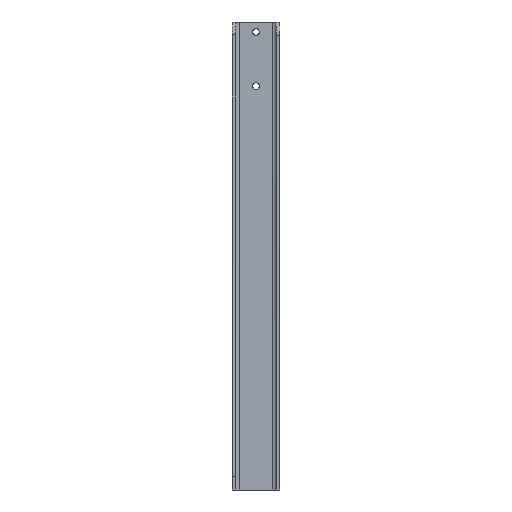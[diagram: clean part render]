
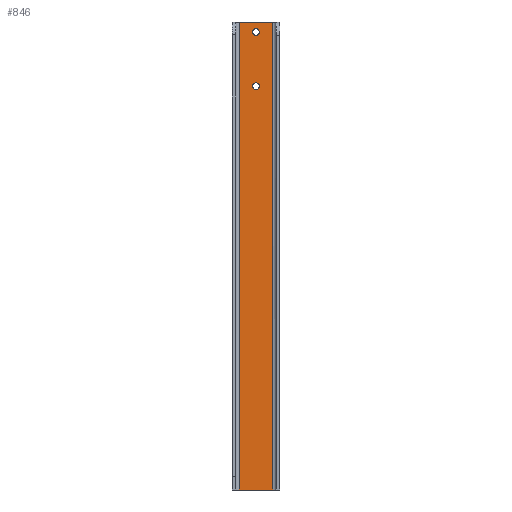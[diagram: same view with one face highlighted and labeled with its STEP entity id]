
A CAD part, front view. The second image highlights one B-rep face of the part: STEP entity #846.
In plain terms, the highlighted free-form (B-spline) face has degree [1, 1] with [2, 2] control points.
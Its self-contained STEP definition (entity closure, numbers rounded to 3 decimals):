
#9 = ORIENTED_EDGE ( 'NONE', *, *, #680, .T. ) ;
#24 = CARTESIAN_POINT ( 'NONE',  ( 30., -5., 679.929 ) ) ;
#38 = CARTESIAN_POINT ( 'NONE',  ( 37.52, -5., 601.368 ) ) ;
#43 = CARTESIAN_POINT ( 'NONE',  ( 35.657, -5., 592. ) ) ;
#46 = CARTESIAN_POINT ( 'NONE',  ( 40., -5., 597. ) ) ;
#52 = CARTESIAN_POINT ( 'NONE',  ( 34.343, -5., 602. ) ) ;
#55 = FACE_BOUND ( 'NONE', #219, .T. ) ;
#60 = CARTESIAN_POINT ( 'NONE',  ( 31.929, -5., 593. ) ) ;
#70 = B_SPLINE_CURVE_WITH_KNOTS ( 'NONE', 1,
 ( #842, #180 ),
 .UNSPECIFIED., .F., .F.,
 ( 2, 2 ),
 ( 0., 1. ),
 .UNSPECIFIED. ) ;
#75 = CARTESIAN_POINT ( 'NONE',  ( 30., -5., 597. ) ) ;
#77 = ORIENTED_EDGE ( 'NONE', *, *, #113, .T. ) ;
#90 = CARTESIAN_POINT ( 'NONE',  ( 10., -5., 0. ) ) ;
#113 = EDGE_CURVE ( 'NONE', #676, #458, #281, .T. ) ;
#127 = CARTESIAN_POINT ( 'NONE',  ( 37.52, -5., 592.632 ) ) ;
#130 = CARTESIAN_POINT ( 'NONE',  ( 36.307, -5., 601.871 ) ) ;
#131 = EDGE_CURVE ( 'NONE', #890, #606, #955, .T. ) ;
#136 = CARTESIAN_POINT ( 'NONE',  ( 30., -5., 677. ) ) ;
#140 = CARTESIAN_POINT ( 'NONE',  ( 40., -5., 596.343 ) ) ;
#146 = CARTESIAN_POINT ( 'NONE',  ( 10., -5., 692. ) ) ;
#174 = CARTESIAN_POINT ( 'NONE',  ( 60., -5., 692. ) ) ;
#176 = CARTESIAN_POINT ( 'NONE',  ( 40., -5., 677. ) ) ;
#180 = CARTESIAN_POINT ( 'NONE',  ( 10., -5., 0. ) ) ;
#185 = CARTESIAN_POINT ( 'NONE',  ( 32.48, -5., 601.368 ) ) ;
#187 = EDGE_LOOP ( 'NONE', ( #791, #717 ) ) ;
#190 = CARTESIAN_POINT ( 'NONE',  ( 31.929, -5., 601. ) ) ;
#202 = CARTESIAN_POINT ( 'NONE',  ( 60., -5., 692. ) ) ;
#204 = CARTESIAN_POINT ( 'NONE',  ( 39.871, -5., 595.693 ) ) ;
#210 = CARTESIAN_POINT ( 'NONE',  ( 36.307, -5., 592.129 ) ) ;
#219 = EDGE_LOOP ( 'NONE', ( #77, #9 ) ) ;
#241 = VERTEX_POINT ( 'NONE', #899 ) ;
#269 = CARTESIAN_POINT ( 'NONE',  ( 30., -5., 597. ) ) ;
#281 = B_SPLINE_CURVE_WITH_KNOTS ( 'NONE', 3,
 ( #711, #140, #204, #871, #783, #801, #127, #210, #43, #948, #860, #662, #60, #286, #866, #417, #411, #269 ),
 .UNSPECIFIED., .F., .F.,
 ( 4, 2, 2, 2, 2, 2, 2, 2, 4 ),
 ( 0., 0.393, 0.785, 1.178, 1.571, 1.963, 2.356, 2.749, 3.142 ),
 .UNSPECIFIED. ) ;
#284 = VERTEX_POINT ( 'NONE', #291 ) ;
#286 = CARTESIAN_POINT ( 'NONE',  ( 31., -5., 593.929 ) ) ;
#291 = CARTESIAN_POINT ( 'NONE',  ( 10., -5., 0. ) ) ;
#295 = VERTEX_POINT ( 'NONE', #174 ) ;
#313 = B_SPLINE_CURVE_WITH_KNOTS ( 'NONE', 3,
 ( #862, #492, #718, #714, #574, #190, #185, #778, #52, #501, #130, #38, #350, #412, #652, #414, #725, #46 ),
 .UNSPECIFIED., .F., .F.,
 ( 4, 2, 2, 2, 2, 2, 2, 2, 4 ),
 ( 0., 0.393, 0.785, 1.178, 1.571, 1.963, 2.356, 2.749, 3.142 ),
 .UNSPECIFIED. ) ;
#322 = CARTESIAN_POINT ( 'NONE',  ( 30., -5., 677. ) ) ;
#330 = CARTESIAN_POINT ( 'NONE',  ( 37.929, -5., 682. ) ) ;
#339 = EDGE_CURVE ( 'NONE', #284, #957, #810, .T. ) ;
#345 = B_SPLINE_SURFACE_WITH_KNOTS ( 'NONE', 1, 1, ( 
 ( #541, #633 ),
 ( #406, #202 ) ),
 .UNSPECIFIED., .F., .F., .F.,
 ( 2, 2 ),
 ( 2, 2 ),
 ( 0., 1. ),
 ( 0., 1. ),
 .UNSPECIFIED. ) ;
#350 = CARTESIAN_POINT ( 'NONE',  ( 38.071, -5., 601. ) ) ;
#390 = CARTESIAN_POINT ( 'NONE',  ( 35., -5., 682. ) ) ;
#406 = CARTESIAN_POINT ( 'NONE',  ( 60., -5., 0. ) ) ;
#408 = CARTESIAN_POINT ( 'NONE',  ( 40., -5., 597. ) ) ;
#411 = CARTESIAN_POINT ( 'NONE',  ( 30., -5., 596.343 ) ) ;
#412 = CARTESIAN_POINT ( 'NONE',  ( 39., -5., 600.071 ) ) ;
#414 = CARTESIAN_POINT ( 'NONE',  ( 39.871, -5., 598.307 ) ) ;
#416 = CARTESIAN_POINT ( 'NONE',  ( 60., -5., 0. ) ) ;
#417 = CARTESIAN_POINT ( 'NONE',  ( 30.129, -5., 595.693 ) ) ;
#453 = EDGE_CURVE ( 'NONE', #295, #241, #579, .T. ) ;
#454 = CARTESIAN_POINT ( 'NONE',  ( 60., -5., 692. ) ) ;
#458 = VERTEX_POINT ( 'NONE', #75 ) ;
#492 = CARTESIAN_POINT ( 'NONE',  ( 30., -5., 597.657 ) ) ;
#501 = CARTESIAN_POINT ( 'NONE',  ( 35.657, -5., 602. ) ) ;
#507 = CARTESIAN_POINT ( 'NONE',  ( 30., -5., 667. ) ) ;
#522 = CARTESIAN_POINT ( 'NONE',  ( 60., -5., 0. ) ) ;
#524 =( BOUNDED_CURVE ( )  B_SPLINE_CURVE ( 3, ( #176, #765, #330, #390, #701, #24, #322 ),
 .UNSPECIFIED., .F., .T. ) 
 B_SPLINE_CURVE_WITH_KNOTS ( ( 4, 3, 4 ),
 ( -3.142, -1.571, 0. ),
 .UNSPECIFIED. ) 
 CURVE ( )  GEOMETRIC_REPRESENTATION_ITEM ( )  RATIONAL_B_SPLINE_CURVE ( ( 1., 0.805, 0.805, 1., 0.805, 0.805, 1. ) ) 
 REPRESENTATION_ITEM ( '' )  );
#528 = EDGE_CURVE ( 'NONE', #957, #295, #797, .T. ) ;
#541 = CARTESIAN_POINT ( 'NONE',  ( 10., -5., 0. ) ) ;
#549 = CARTESIAN_POINT ( 'NONE',  ( 30., -5., 677. ) ) ;
#574 = CARTESIAN_POINT ( 'NONE',  ( 31., -5., 600.071 ) ) ;
#579 = B_SPLINE_CURVE_WITH_KNOTS ( 'NONE', 1,
 ( #891, #146 ),
 .UNSPECIFIED., .F., .F.,
 ( 2, 2 ),
 ( 0., 1. ),
 .UNSPECIFIED. ) ;
#593 = ORIENTED_EDGE ( 'NONE', *, *, #528, .T. ) ;
#606 = VERTEX_POINT ( 'NONE', #930 ) ;
#633 = CARTESIAN_POINT ( 'NONE',  ( 10., -5., 692. ) ) ;
#642 = ORIENTED_EDGE ( 'NONE', *, *, #453, .T. ) ;
#652 = CARTESIAN_POINT ( 'NONE',  ( 39.368, -5., 599.52 ) ) ;
#662 = CARTESIAN_POINT ( 'NONE',  ( 32.48, -5., 592.632 ) ) ;
#668 = ORIENTED_EDGE ( 'NONE', *, *, #785, .T. ) ;
#676 = VERTEX_POINT ( 'NONE', #408 ) ;
#680 = EDGE_CURVE ( 'NONE', #458, #676, #313, .T. ) ;
#701 = CARTESIAN_POINT ( 'NONE',  ( 32.071, -5., 682. ) ) ;
#711 = CARTESIAN_POINT ( 'NONE',  ( 40., -5., 597. ) ) ;
#712 = EDGE_LOOP ( 'NONE', ( #642, #668, #960, #593 ) ) ;
#714 = CARTESIAN_POINT ( 'NONE',  ( 30.632, -5., 599.52 ) ) ;
#717 = ORIENTED_EDGE ( 'NONE', *, *, #756, .F. ) ;
#718 = CARTESIAN_POINT ( 'NONE',  ( 30.129, -5., 598.307 ) ) ;
#723 = CARTESIAN_POINT ( 'NONE',  ( 40., -5., 677. ) ) ;
#725 = CARTESIAN_POINT ( 'NONE',  ( 40., -5., 597.657 ) ) ;
#727 = CARTESIAN_POINT ( 'NONE',  ( 40., -5., 667. ) ) ;
#747 = FACE_BOUND ( 'NONE', #187, .T. ) ;
#754 = FACE_OUTER_BOUND ( 'NONE', #712, .T. ) ;
#756 = EDGE_CURVE ( 'NONE', #606, #890, #524, .T. ) ;
#765 = CARTESIAN_POINT ( 'NONE',  ( 40., -5., 679.929 ) ) ;
#778 = CARTESIAN_POINT ( 'NONE',  ( 33.693, -5., 601.871 ) ) ;
#783 = CARTESIAN_POINT ( 'NONE',  ( 39., -5., 593.929 ) ) ;
#785 = EDGE_CURVE ( 'NONE', #241, #284, #70, .T. ) ;
#791 = ORIENTED_EDGE ( 'NONE', *, *, #131, .F. ) ;
#797 = B_SPLINE_CURVE_WITH_KNOTS ( 'NONE', 1,
 ( #832, #454 ),
 .UNSPECIFIED., .F., .F.,
 ( 2, 2 ),
 ( 0., 1. ),
 .UNSPECIFIED. ) ;
#801 = CARTESIAN_POINT ( 'NONE',  ( 38.071, -5., 593. ) ) ;
#810 = B_SPLINE_CURVE_WITH_KNOTS ( 'NONE', 1,
 ( #90, #416 ),
 .UNSPECIFIED., .F., .F.,
 ( 2, 2 ),
 ( 0., 1. ),
 .UNSPECIFIED. ) ;
#832 = CARTESIAN_POINT ( 'NONE',  ( 60., -5., 0. ) ) ;
#842 = CARTESIAN_POINT ( 'NONE',  ( 10., -5., 692. ) ) ;
#846 = ADVANCED_FACE ( 'NONE', ( #55, #747, #754 ), #345, .T. ) ;
#860 = CARTESIAN_POINT ( 'NONE',  ( 33.693, -5., 592.129 ) ) ;
#862 = CARTESIAN_POINT ( 'NONE',  ( 30., -5., 597. ) ) ;
#866 = CARTESIAN_POINT ( 'NONE',  ( 30.632, -5., 594.48 ) ) ;
#871 = CARTESIAN_POINT ( 'NONE',  ( 39.368, -5., 594.48 ) ) ;
#890 = VERTEX_POINT ( 'NONE', #549 ) ;
#891 = CARTESIAN_POINT ( 'NONE',  ( 60., -5., 692. ) ) ;
#899 = CARTESIAN_POINT ( 'NONE',  ( 10., -5., 692. ) ) ;
#930 = CARTESIAN_POINT ( 'NONE',  ( 40., -5., 677. ) ) ;
#948 = CARTESIAN_POINT ( 'NONE',  ( 34.343, -5., 592. ) ) ;
#955 =( BOUNDED_CURVE ( )  B_SPLINE_CURVE ( 3, ( #136, #507, #727, #723 ),
 .UNSPECIFIED., .F., .T. ) 
 B_SPLINE_CURVE_WITH_KNOTS ( ( 4, 4 ),
 ( -3.142, 0. ),
 .UNSPECIFIED. ) 
 CURVE ( )  GEOMETRIC_REPRESENTATION_ITEM ( )  RATIONAL_B_SPLINE_CURVE ( ( 1., 0.333, 0.333, 1. ) ) 
 REPRESENTATION_ITEM ( '' )  );
#957 = VERTEX_POINT ( 'NONE', #522 ) ;
#960 = ORIENTED_EDGE ( 'NONE', *, *, #339, .T. ) ;
